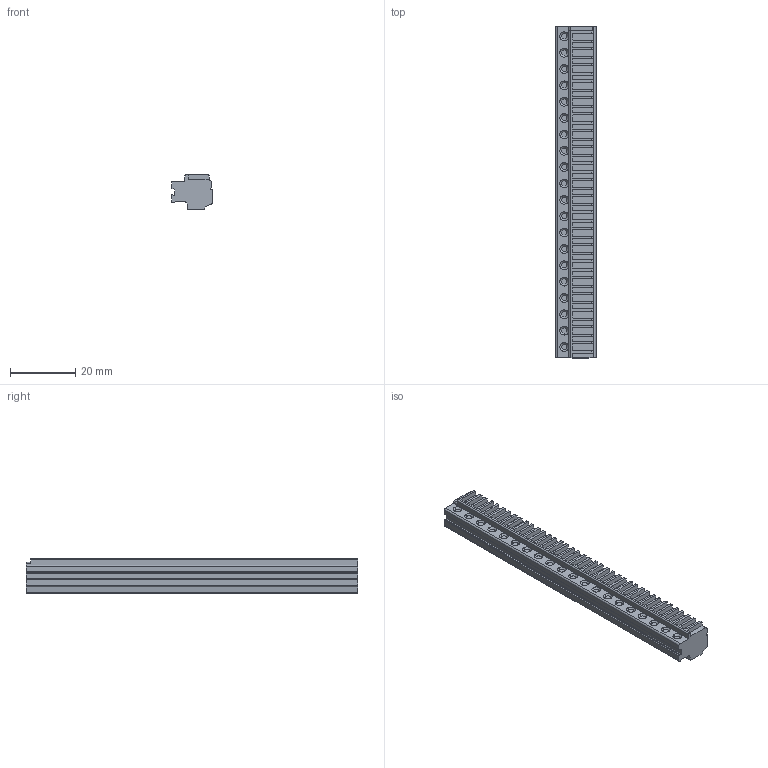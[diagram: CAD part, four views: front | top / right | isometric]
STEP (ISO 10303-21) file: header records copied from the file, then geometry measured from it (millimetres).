
FILE_DESCRIPTION((''),'2;1');
FILE_NAME('ASFD','2024-10-16T10:53:14',('tluser'),(''),'CREO PARAMETRIC BY PTC INC, 2018100','CREO PARAMETRIC BY PTC INC, 2018100','');
FILE_SCHEMA(('CONFIG_CONTROL_DESIGN'));
Length unit declared in the file: millimetre
Products named in the file (1): ASFD
Bounding box: 12.5 x 101.5 x 10.6 mm (x, y, z)
Volume: 9832.9 mm3; surface area: 5925.3 mm2
Topology: 1 solids, 1 shells, 765 faces, 2089 edges, 1386 vertices
Faces by surface type: plane 445, cylinder 240, cone 80
Entity records: 24661 total; most frequent: CARTESIAN_POINT 4840, ORIENTED_EDGE 4178, DIRECTION 4119, EDGE_CURVE 2089, VERTEX_POINT 1386, AXIS2_PLACEMENT_3D 1385, VECTOR 1349, LINE 1349
